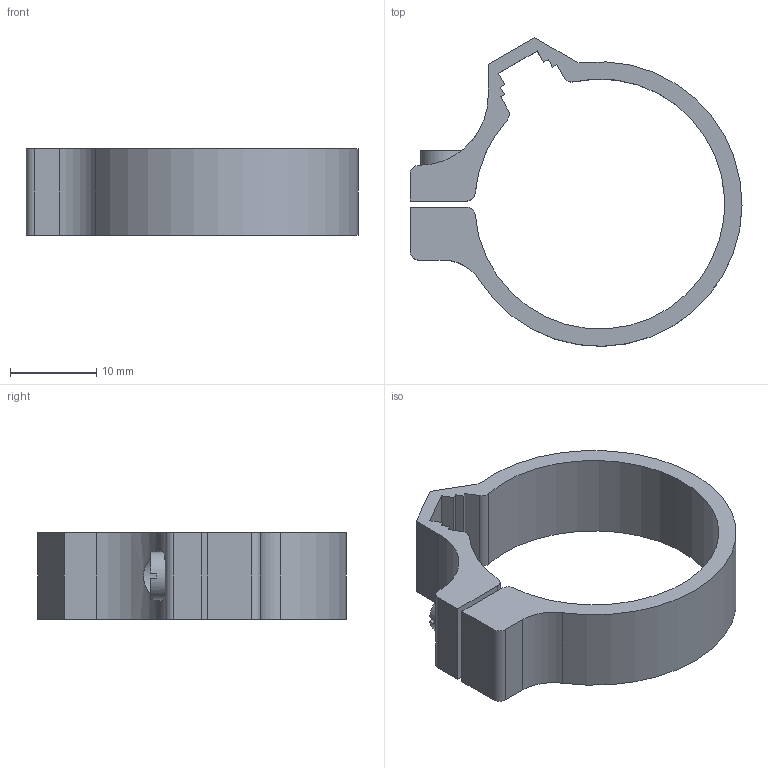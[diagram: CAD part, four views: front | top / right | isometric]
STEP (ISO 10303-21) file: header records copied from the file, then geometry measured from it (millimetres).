
FILE_DESCRIPTION(/* description */ ('SUPPORTO PER SENSORE SLIM'),/* implementation_level */ '2;1');
FILE_NAME(/* name */ '1260_25_FS.stp',/* time_stamp */ '2017-11-13T14:33:31+01:00',/* author */ ('Maniean1'),/* organization */ ('Pneumax S.p.A.'),/* preprocessor_version */ 'ST-DEVELOPER v16.5',/* originating_system */ 'Autodesk Inventor 2017',/* authorisation */ '');
FILE_SCHEMA (('AUTOMOTIVE_DESIGN { 1 0 10303 214 3 1 1 }'));
Length unit declared in the file: millimetre
Products named in the file (1): 1260_25_FS
Bounding box: 38.5 x 35.8 x 10 mm (x, y, z)
Volume: 2673.9 mm3; surface area: 2919.3 mm2
Topology: 1 solids, 1 shells, 42 faces, 113 edges, 75 vertices
Faces by surface type: plane 28, cylinder 14
Full cylindrical faces by diameter (mm): 5.5 x1, 5.8 x1
Entity records: 1383 total; most frequent: CARTESIAN_POINT 262, DIRECTION 226, ORIENTED_EDGE 222, EDGE_CURVE 111, LINE 80, VECTOR 80, VERTEX_POINT 75, AXIS2_PLACEMENT_3D 73
